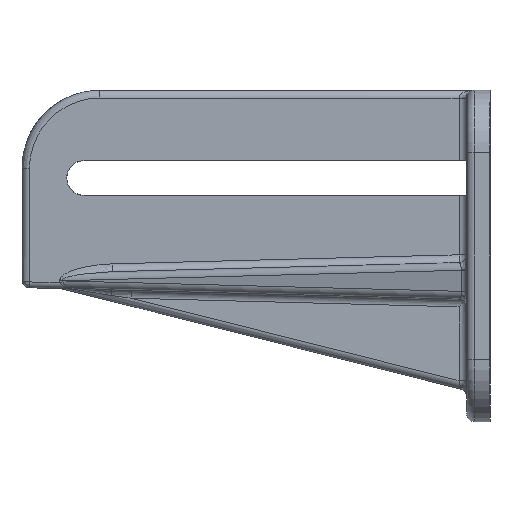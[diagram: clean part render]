
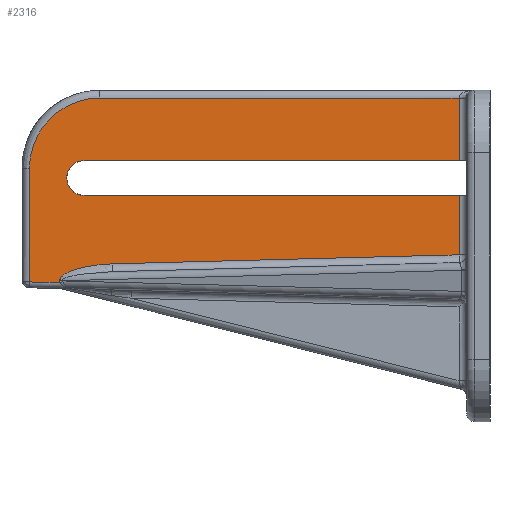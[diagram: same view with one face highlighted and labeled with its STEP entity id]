
A CAD part, left-side view. The second image highlights one B-rep face of the part: STEP entity #2316.
In plain terms, the highlighted planar face has unit normal (-1, 0.026, 0).
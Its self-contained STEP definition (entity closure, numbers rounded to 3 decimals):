
#14 = CARTESIAN_POINT ( 'NONE',  ( -26.039, 110.298, -6.385 ) ) ;
#25 = LINE ( 'NONE', #3378, #1735 ) ;
#136 = CARTESIAN_POINT ( 'NONE',  ( -28.719, 7.948, 15.5 ) ) ;
#179 = ORIENTED_EDGE ( 'NONE', *, *, #4995, .T. ) ;
#215 = ORIENTED_EDGE ( 'NONE', *, *, #1382, .T. ) ;
#238 = CARTESIAN_POINT ( 'NONE',  ( -25.836, 118.052, 22.5 ) ) ;
#409 = CARTESIAN_POINT ( 'NONE',  ( -26.04, 110.266, -6.7 ) ) ;
#475 = LINE ( 'NONE', #1306, #3587 ) ;
#531 = ORIENTED_EDGE ( 'NONE', *, *, #1579, .T. ) ;
#539 = PLANE ( 'NONE',  #3134 ) ;
#559 = ORIENTED_EDGE ( 'NONE', *, *, #4326, .T. ) ;
#594 = VECTOR ( 'NONE', #4836, 1000. ) ;
#598 = DIRECTION ( 'NONE',  ( 0.026, 1., 0. ) ) ;
#611 = DIRECTION ( 'NONE',  ( -0.026, -1., 0. ) ) ;
#621 = CARTESIAN_POINT ( 'NONE',  ( -26.204, 104., 15.5 ) ) ;
#713 = CARTESIAN_POINT ( 'NONE',  ( -26.204, 104., 24.5 ) ) ;
#777 = EDGE_CURVE ( 'NONE', #3551, #1456, #797, .T. ) ;
#797 =( BOUNDED_CURVE ( )  B_SPLINE_CURVE ( 3, ( #713, #798, #3240, #1604 ),
 .UNSPECIFIED., .F., .F. ) 
 B_SPLINE_CURVE_WITH_KNOTS ( ( 4, 4 ),
 ( 4.712, 7.854 ),
 .UNSPECIFIED. ) 
 CURVE ( )  GEOMETRIC_REPRESENTATION_ITEM ( )  RATIONAL_B_SPLINE_CURVE ( ( 1., 0.333, 0.333, 1. ) ) 
 REPRESENTATION_ITEM ( '' )  );
#798 = CARTESIAN_POINT ( 'NONE',  ( -25.968, 113., 24.5 ) ) ;
#871 = EDGE_LOOP ( 'NONE', ( #559, #947, #4720, #3509, #2022, #5298, #4242, #1646, #179, #215, #531, #1674, #1915 ) ) ;
#947 = ORIENTED_EDGE ( 'NONE', *, *, #2671, .T. ) ;
#963 = CARTESIAN_POINT ( 'NONE',  ( -26.039, 110.298, -116.659 ) ) ;
#979 = DIRECTION ( 'NONE',  ( -0.026, -0.999, 0.026 ) ) ;
#1039 = VERTEX_POINT ( 'NONE', #3940 ) ;
#1048 = CARTESIAN_POINT ( 'NONE',  ( -26.186, 104.679, -2.223 ) ) ;
#1066 = LINE ( 'NONE', #2322, #4879 ) ;
#1270 = LINE ( 'NONE', #2123, #3485 ) ;
#1292 = VECTOR ( 'NONE', #4013, 1000. ) ;
#1306 = CARTESIAN_POINT ( 'NONE',  ( -25.707, 122.982, -2.702 ) ) ;
#1369 = VERTEX_POINT ( 'NONE', #2133 ) ;
#1382 = EDGE_CURVE ( 'NONE', #2431, #1369, #3197, .T. ) ;
#1456 = VERTEX_POINT ( 'NONE', #621 ) ;
#1579 = EDGE_CURVE ( 'NONE', #1369, #1039, #2146, .T. ) ;
#1604 = CARTESIAN_POINT ( 'NONE',  ( -26.204, 104., 15.5 ) ) ;
#1646 = ORIENTED_EDGE ( 'NONE', *, *, #2335, .T. ) ;
#1674 = ORIENTED_EDGE ( 'NONE', *, *, #2010, .T. ) ;
#1735 = VECTOR ( 'NONE', #611, 1000. ) ;
#1742 = CARTESIAN_POINT ( 'NONE',  ( -26.181, 104.862, -6.997 ) ) ;
#1856 = VERTEX_POINT ( 'NONE', #3434 ) ;
#1865 = CARTESIAN_POINT ( 'NONE',  ( -28.719, 7.948, 40.5 ) ) ;
#1869 = CARTESIAN_POINT ( 'NONE',  ( -26.395, 96.7, -2.014 ) ) ;
#1915 = ORIENTED_EDGE ( 'NONE', *, *, #2054, .T. ) ;
#2010 = EDGE_CURVE ( 'NONE', #1039, #3458, #4499, .T. ) ;
#2022 = ORIENTED_EDGE ( 'NONE', *, *, #777, .F. ) ;
#2053 = EDGE_CURVE ( 'NONE', #4325, #5396, #4241, .T. ) ;
#2054 = EDGE_CURVE ( 'NONE', #3458, #2533, #4709, .T. ) ;
#2123 = CARTESIAN_POINT ( 'NONE',  ( -25.785, 120., 24.5 ) ) ;
#2133 = CARTESIAN_POINT ( 'NONE',  ( -25.836, 118.052, -6.652 ) ) ;
#2144 = VERTEX_POINT ( 'NONE', #5201 ) ;
#2146 = LINE ( 'NONE', #1742, #3830 ) ;
#2215 = DIRECTION ( 'NONE',  ( -1., 0.026, 0. ) ) ;
#2316 = ADVANCED_FACE ( 'NONE', ( #3032 ), #539, .T. ) ;
#2322 = CARTESIAN_POINT ( 'NONE',  ( -26.309, 100., 40.5 ) ) ;
#2335 = EDGE_CURVE ( 'NONE', #1856, #5224, #1066, .T. ) ;
#2431 = VERTEX_POINT ( 'NONE', #238 ) ;
#2449 = CARTESIAN_POINT ( 'NONE',  ( -26.031, 110.597, 40.5 ) ) ;
#2533 = VERTEX_POINT ( 'NONE', #2923 ) ;
#2536 = DIRECTION ( 'NONE',  ( 0.026, 1., 0. ) ) ;
#2671 = EDGE_CURVE ( 'NONE', #2144, #4325, #475, .T. ) ;
#2680 = CARTESIAN_POINT ( 'NONE',  ( -25.836, 118.052, -116.659 ) ) ;
#2704 = VECTOR ( 'NONE', #4675, 1000. ) ;
#2923 = CARTESIAN_POINT ( 'NONE',  ( -26.039, 110.298, -6.339 ) ) ;
#3007 = CARTESIAN_POINT ( 'NONE',  ( -28.719, 7.948, 15.5 ) ) ;
#3032 = FACE_OUTER_BOUND ( 'NONE', #871, .T. ) ;
#3134 = AXIS2_PLACEMENT_3D ( 'NONE', #4318, #2215, #3904 ) ;
#3145 = EDGE_CURVE ( 'NONE', #4900, #3551, #1270, .T. ) ;
#3197 = LINE ( 'NONE', #2680, #1292 ) ;
#3210 = CARTESIAN_POINT ( 'NONE',  ( -26.307, 100.052, 40.5 ) ) ;
#3240 = CARTESIAN_POINT ( 'NONE',  ( -25.968, 113., 15.5 ) ) ;
#3374 = CARTESIAN_POINT ( 'NONE',  ( -26.042, 110.203, -6.857 ) ) ;
#3378 = CARTESIAN_POINT ( 'NONE',  ( -25.785, 120., 15.5 ) ) ;
#3430 = DIRECTION ( 'NONE',  ( 0., 0., 1. ) ) ;
#3434 = CARTESIAN_POINT ( 'NONE',  ( -28.719, 7.948, 40.5 ) ) ;
#3458 = VERTEX_POINT ( 'NONE', #14 ) ;
#3485 = VECTOR ( 'NONE', #2536, 1000. ) ;
#3509 = ORIENTED_EDGE ( 'NONE', *, *, #4849, .F. ) ;
#3532 = EDGE_CURVE ( 'NONE', #4900, #1856, #4891, .T. ) ;
#3551 = VERTEX_POINT ( 'NONE', #4398 ) ;
#3587 = VECTOR ( 'NONE', #979, 1000. ) ;
#3659 = VECTOR ( 'NONE', #3430, 1000. ) ;
#3830 = VECTOR ( 'NONE', #4938, 1000. ) ;
#3904 = DIRECTION ( 'NONE',  ( -0.026, -1., 0. ) ) ;
#3940 = CARTESIAN_POINT ( 'NONE',  ( -26.042, 110.203, -6.857 ) ) ;
#3992 = CARTESIAN_POINT ( 'NONE',  ( -28.719, 7.948, 0.31 ) ) ;
#4013 = DIRECTION ( 'NONE',  ( 0., 0., -1. ) ) ;
#4045 = CARTESIAN_POINT ( 'NONE',  ( -26.039, 110.298, -4.01 ) ) ;
#4051 =( BOUNDED_CURVE ( )  B_SPLINE_CURVE ( 3, ( #5173, #4045, #1048, #1869 ),
 .UNSPECIFIED., .F., .F. ) 
 B_SPLINE_CURVE_WITH_KNOTS ( ( 4, 4 ),
 ( 3.149, 4.712 ),
 .UNSPECIFIED. ) 
 CURVE ( )  GEOMETRIC_REPRESENTATION_ITEM ( )  RATIONAL_B_SPLINE_CURVE ( ( 1., 0.807, 0.807, 1. ) ) 
 REPRESENTATION_ITEM ( '' )  );
#4053 = CARTESIAN_POINT ( 'NONE',  ( -25.836, 118.052, 22.5 ) ) ;
#4198 = CARTESIAN_POINT ( 'NONE',  ( -26.039, 110.298, -6.542 ) ) ;
#4241 = LINE ( 'NONE', #136, #3659 ) ;
#4242 = ORIENTED_EDGE ( 'NONE', *, *, #3532, .T. ) ;
#4318 = CARTESIAN_POINT ( 'NONE',  ( -25.785, 120., -116.659 ) ) ;
#4325 = VERTEX_POINT ( 'NONE', #3992 ) ;
#4326 = EDGE_CURVE ( 'NONE', #2533, #2144, #4051, .T. ) ;
#4329 = CARTESIAN_POINT ( 'NONE',  ( -28.719, 7.948, 24.5 ) ) ;
#4398 = CARTESIAN_POINT ( 'NONE',  ( -26.204, 104., 24.5 ) ) ;
#4461 = CARTESIAN_POINT ( 'NONE',  ( -25.836, 118.052, 33.044 ) ) ;
#4499 =( BOUNDED_CURVE ( )  B_SPLINE_CURVE ( 3, ( #3374, #409, #4198, #5392 ),
 .UNSPECIFIED., .F., .F. ) 
 B_SPLINE_CURVE_WITH_KNOTS ( ( 4, 4 ),
 ( 6.158, 6.276 ),
 .UNSPECIFIED. ) 
 CURVE ( )  GEOMETRIC_REPRESENTATION_ITEM ( )  RATIONAL_B_SPLINE_CURVE ( ( 1., 0.999, 0.999, 1. ) ) 
 REPRESENTATION_ITEM ( '' )  );
#4509 = CARTESIAN_POINT ( 'NONE',  ( -26.307, 100.052, 40.5 ) ) ;
#4675 = DIRECTION ( 'NONE',  ( 0., 0., 1. ) ) ;
#4709 = LINE ( 'NONE', #963, #2704 ) ;
#4720 = ORIENTED_EDGE ( 'NONE', *, *, #2053, .T. ) ;
#4836 = DIRECTION ( 'NONE',  ( 0., 0., 1. ) ) ;
#4849 = EDGE_CURVE ( 'NONE', #1456, #5396, #25, .T. ) ;
#4879 = VECTOR ( 'NONE', #598, 1000. ) ;
#4891 = LINE ( 'NONE', #1865, #594 ) ;
#4900 = VERTEX_POINT ( 'NONE', #4329 ) ;
#4938 = DIRECTION ( 'NONE',  ( -0.026, -0.999, -0.026 ) ) ;
#4995 = EDGE_CURVE ( 'NONE', #5224, #2431, #4997, .T. ) ;
#4997 =( BOUNDED_CURVE ( )  B_SPLINE_CURVE ( 3, ( #3210, #2449, #4461, #4053 ),
 .UNSPECIFIED., .F., .F. ) 
 B_SPLINE_CURVE_WITH_KNOTS ( ( 4, 4 ),
 ( 4.712, 6.283 ),
 .UNSPECIFIED. ) 
 CURVE ( )  GEOMETRIC_REPRESENTATION_ITEM ( )  RATIONAL_B_SPLINE_CURVE ( ( 1., 0.805, 0.805, 1. ) ) 
 REPRESENTATION_ITEM ( '' )  );
#5173 = CARTESIAN_POINT ( 'NONE',  ( -26.039, 110.298, -6.339 ) ) ;
#5201 = CARTESIAN_POINT ( 'NONE',  ( -26.395, 96.7, -2.014 ) ) ;
#5224 = VERTEX_POINT ( 'NONE', #4509 ) ;
#5298 = ORIENTED_EDGE ( 'NONE', *, *, #3145, .F. ) ;
#5392 = CARTESIAN_POINT ( 'NONE',  ( -26.039, 110.298, -6.385 ) ) ;
#5396 = VERTEX_POINT ( 'NONE', #3007 ) ;
